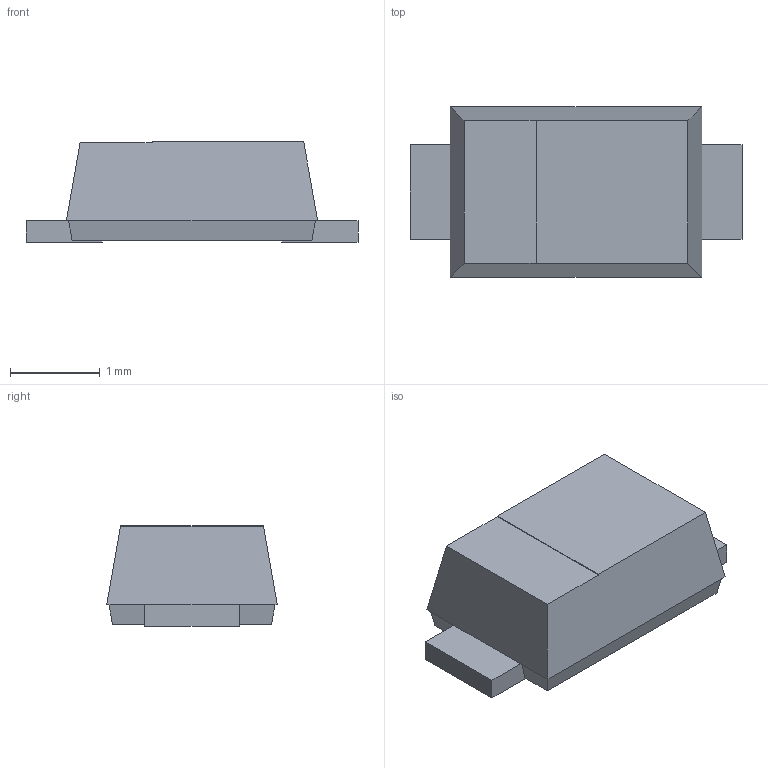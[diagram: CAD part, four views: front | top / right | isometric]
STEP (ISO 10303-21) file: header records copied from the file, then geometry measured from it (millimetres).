
FILE_DESCRIPTION(('FreeCAD Model'),'2;1');
FILE_NAME('\gwfs1/data2/DATA/Eng_Lab/Test_Tracking/Test_Requests_Folders and Data/TR0329/RD0036_SpinIII/3d_models/diode\D_SOD_123W.step', '2018-04-27T08:08:29',('kicad StepUp'),('ksu MCAD'), 'Open CASCADE STEP processor 6.8','FreeCAD','Unknown');
FILE_SCHEMA(('AUTOMOTIVE_DESIGN_CC2 { 1 2 10303 214 -1 1 5 4 }'));
Length unit declared in the file: millimetre
Products named in the file (1): D_SOD_123W
Bounding box: 3.7 x 1.9 x 1.12 mm (x, y, z)
Volume: 5.4 mm3; surface area: 21.3 mm2
Topology: 1 solids, 1 shells, 36 faces, 90 edges, 56 vertices
Faces by surface type: plane 36
Entity records: 1304 total; most frequent: CARTESIAN_POINT 183, ORIENTED_EDGE 180, DIRECTION 164, EDGE_CURVE 90, LINE 90, VECTOR 90, VERTEX_POINT 56, AXIS2_PLACEMENT_3D 37
